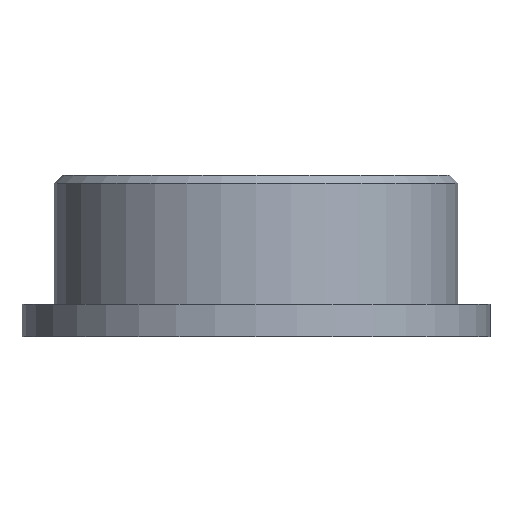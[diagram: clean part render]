
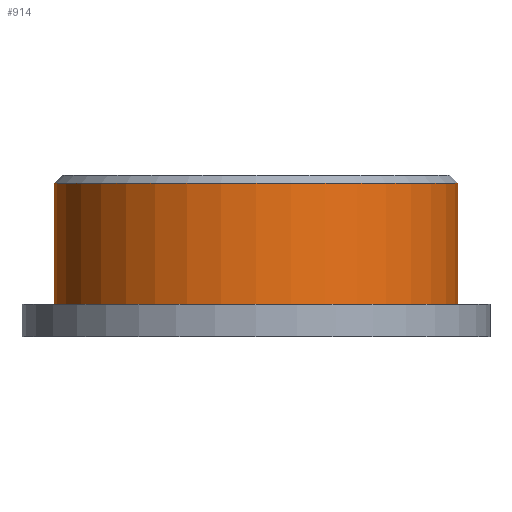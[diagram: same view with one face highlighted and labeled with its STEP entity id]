
A CAD part, front view. The second image highlights one B-rep face of the part: STEP entity #914.
In plain terms, the highlighted cylindrical face has radius 5 mm (diameter 10 mm), a partial arc.
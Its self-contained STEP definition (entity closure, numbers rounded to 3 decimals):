
#13 = CARTESIAN_POINT ( 'NONE',  ( 0., 0., 1.8 ) ) ;
#21 = DIRECTION ( 'NONE',  ( 0., 0., 1. ) ) ;
#52 = VERTEX_POINT ( 'NONE', #1493 ) ;
#204 = VECTOR ( 'NONE', #648, 1000. ) ;
#208 = CARTESIAN_POINT ( 'NONE',  ( 5., 0., -1.2 ) ) ;
#215 = EDGE_LOOP ( 'NONE', ( #1136, #962, #1162, #1331 ) ) ;
#296 = CIRCLE ( 'NONE', #558, 5. ) ;
#323 = EDGE_CURVE ( 'NONE', #1665, #1552, #387, .T. ) ;
#324 = CARTESIAN_POINT ( 'NONE',  ( -5., 0., -1.2 ) ) ;
#337 = DIRECTION ( 'NONE',  ( 1., 0., 0. ) ) ;
#380 = EDGE_CURVE ( 'NONE', #1578, #1665, #296, .T. ) ;
#381 = CARTESIAN_POINT ( 'NONE',  ( 0., 0., -1.2 ) ) ;
#387 = LINE ( 'NONE', #486, #1036 ) ;
#419 = EDGE_CURVE ( 'NONE', #1578, #52, #581, .T. ) ;
#486 = CARTESIAN_POINT ( 'NONE',  ( 5., 0., 2. ) ) ;
#558 = AXIS2_PLACEMENT_3D ( 'NONE', #381, #1015, #1489 ) ;
#579 = CYLINDRICAL_SURFACE ( 'NONE', #1631, 5. ) ;
#581 = LINE ( 'NONE', #743, #204 ) ;
#602 = CARTESIAN_POINT ( 'NONE',  ( 5., 0., 1.8 ) ) ;
#648 = DIRECTION ( 'NONE',  ( 0., 0., 1. ) ) ;
#700 = EDGE_CURVE ( 'NONE', #52, #1552, #949, .T. ) ;
#743 = CARTESIAN_POINT ( 'NONE',  ( -5., 0., 2. ) ) ;
#866 = DIRECTION ( 'NONE',  ( 0., 0., 1. ) ) ;
#914 = ADVANCED_FACE ( 'NONE', ( #1544 ), #579, .T. ) ;
#949 = CIRCLE ( 'NONE', #1100, 5. ) ;
#962 = ORIENTED_EDGE ( 'NONE', *, *, #380, .T. ) ;
#1008 = DIRECTION ( 'NONE',  ( 0., 0., 1. ) ) ;
#1015 = DIRECTION ( 'NONE',  ( 0., 0., 1. ) ) ;
#1036 = VECTOR ( 'NONE', #1008, 1000. ) ;
#1100 = AXIS2_PLACEMENT_3D ( 'NONE', #13, #866, #1161 ) ;
#1136 = ORIENTED_EDGE ( 'NONE', *, *, #419, .F. ) ;
#1161 = DIRECTION ( 'NONE',  ( 1., 0., 0. ) ) ;
#1162 = ORIENTED_EDGE ( 'NONE', *, *, #323, .T. ) ;
#1264 = CARTESIAN_POINT ( 'NONE',  ( 0., 0., 2. ) ) ;
#1331 = ORIENTED_EDGE ( 'NONE', *, *, #700, .F. ) ;
#1489 = DIRECTION ( 'NONE',  ( 1., 0., 0. ) ) ;
#1493 = CARTESIAN_POINT ( 'NONE',  ( -5., 0., 1.8 ) ) ;
#1544 = FACE_OUTER_BOUND ( 'NONE', #215, .T. ) ;
#1552 = VERTEX_POINT ( 'NONE', #602 ) ;
#1578 = VERTEX_POINT ( 'NONE', #324 ) ;
#1631 = AXIS2_PLACEMENT_3D ( 'NONE', #1264, #21, #337 ) ;
#1665 = VERTEX_POINT ( 'NONE', #208 ) ;
